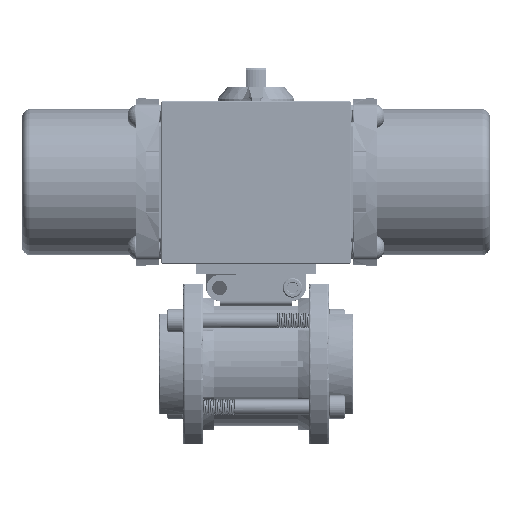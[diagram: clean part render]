
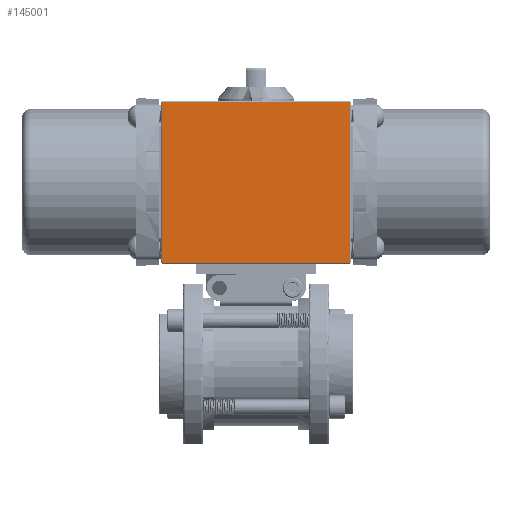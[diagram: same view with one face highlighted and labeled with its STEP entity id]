
A CAD part, top view. The second image highlights one B-rep face of the part: STEP entity #145001.
In plain terms, the highlighted planar face has unit normal (0, 0, 1).
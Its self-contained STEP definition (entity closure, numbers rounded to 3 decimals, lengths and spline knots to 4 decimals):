
#12440 = ORIENTED_EDGE ( 'NONE', *, *, #113344, .T. ) ;
#14254 = EDGE_LOOP ( 'NONE', ( #194483, #126342, #178659, #12440 ) ) ;
#18485 = VERTEX_POINT ( 'NONE', #225094 ) ;
#25333 = FACE_OUTER_BOUND ( 'NONE', #14254, .T. ) ;
#25613 = VECTOR ( 'NONE', #170592, 39.3701 ) ;
#39145 = DIRECTION ( 'NONE',  ( 0., -1., 0. ) ) ;
#42098 = DIRECTION ( 'NONE',  ( 1., 0., 0. ) ) ;
#44728 = CARTESIAN_POINT ( 'NONE',  ( -2.273, 6.283, 1.55 ) ) ;
#48196 = CARTESIAN_POINT ( 'NONE',  ( 2.253, 2.423, 1.55 ) ) ;
#59630 = VECTOR ( 'NONE', #42098, 39.3701 ) ;
#65975 = DIRECTION ( 'NONE',  ( 0., 1., 0. ) ) ;
#73420 = VERTEX_POINT ( 'NONE', #213580 ) ;
#73484 = LINE ( 'NONE', #44728, #25613 ) ;
#74942 = VERTEX_POINT ( 'NONE', #142811 ) ;
#84076 = CARTESIAN_POINT ( 'NONE',  ( 2.253, 6.303, 1.55 ) ) ;
#96030 = PLANE ( 'NONE',  #104923 ) ;
#104923 = AXIS2_PLACEMENT_3D ( 'NONE', #168250, #132122, #186374 ) ;
#107601 = LINE ( 'NONE', #169519, #59630 ) ;
#111772 = LINE ( 'NONE', #84076, #153846 ) ;
#113344 = EDGE_CURVE ( 'NONE', #73420, #122780, #107601, .T. ) ;
#122780 = VERTEX_POINT ( 'NONE', #48196 ) ;
#126342 = ORIENTED_EDGE ( 'NONE', *, *, #142835, .T. ) ;
#128896 = CARTESIAN_POINT ( 'NONE',  ( -2.253, 2.403, 1.55 ) ) ;
#132122 = DIRECTION ( 'NONE',  ( 0., 0., -1. ) ) ;
#142811 = CARTESIAN_POINT ( 'NONE',  ( 2.253, 6.283, 1.55 ) ) ;
#142835 = EDGE_CURVE ( 'NONE', #74942, #18485, #73484, .T. ) ;
#145001 = ADVANCED_FACE ( 'NONE', ( #25333 ), #96030, .F. ) ;
#153846 = VECTOR ( 'NONE', #65975, 39.3701 ) ;
#159614 = EDGE_CURVE ( 'NONE', #18485, #73420, #185109, .T. ) ;
#168250 = CARTESIAN_POINT ( 'NONE',  ( -2.273, 6.303, 1.55 ) ) ;
#169519 = CARTESIAN_POINT ( 'NONE',  ( -2.273, 2.423, 1.55 ) ) ;
#170592 = DIRECTION ( 'NONE',  ( -1., 0., 0. ) ) ;
#178659 = ORIENTED_EDGE ( 'NONE', *, *, #159614, .T. ) ;
#179427 = VECTOR ( 'NONE', #39145, 39.3701 ) ;
#185109 = LINE ( 'NONE', #128896, #179427 ) ;
#186374 = DIRECTION ( 'NONE',  ( 0., -1., 0. ) ) ;
#194483 = ORIENTED_EDGE ( 'NONE', *, *, #213817, .T. ) ;
#213580 = CARTESIAN_POINT ( 'NONE',  ( -2.253, 2.423, 1.55 ) ) ;
#213817 = EDGE_CURVE ( 'NONE', #122780, #74942, #111772, .T. ) ;
#225094 = CARTESIAN_POINT ( 'NONE',  ( -2.253, 6.283, 1.55 ) ) ;
